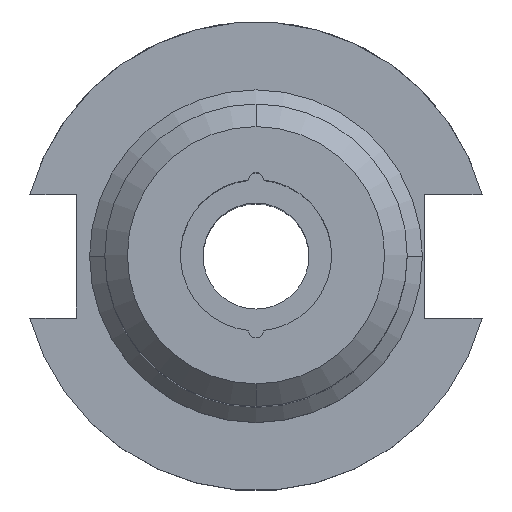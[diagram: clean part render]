
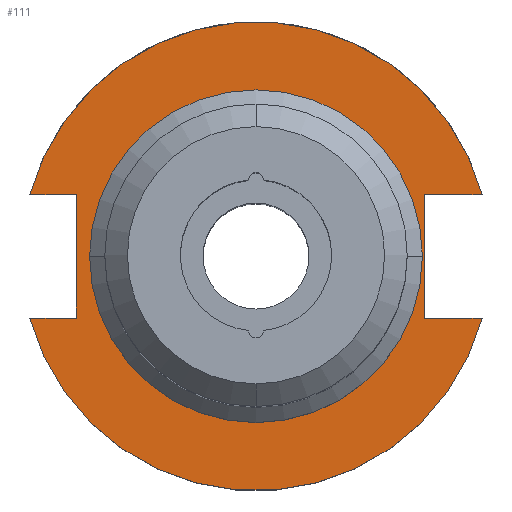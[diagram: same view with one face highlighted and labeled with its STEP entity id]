
A CAD part, top view. The second image highlights one B-rep face of the part: STEP entity #111.
In plain terms, the highlighted planar face has unit normal (0, 0, 1).
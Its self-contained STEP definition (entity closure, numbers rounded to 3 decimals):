
#10 = EDGE_CURVE ( 'NONE', #1603, #1185, #864, .T. ) ;
#52 = FACE_BOUND ( 'NONE', #865, .T. ) ;
#84 = CARTESIAN_POINT ( 'NONE',  ( 0., 0., 19.05 ) ) ;
#111 = ADVANCED_FACE ( 'NONE', ( #52, #436 ), #284, .T. ) ;
#122 = DIRECTION ( 'NONE',  ( 0., -1., 0. ) ) ;
#152 = CARTESIAN_POINT ( 'NONE',  ( 0., 12.954, 19.05 ) ) ;
#164 = ORIENTED_EDGE ( 'NONE', *, *, #1140, .T. ) ;
#205 = ORIENTED_EDGE ( 'NONE', *, *, #1923, .T. ) ;
#235 = AXIS2_PLACEMENT_3D ( 'NONE', #936, #2052, #1102 ) ;
#236 = EDGE_CURVE ( 'NONE', #904, #378, #1348, .T. ) ;
#254 = DIRECTION ( 'NONE',  ( 0., -1., 0. ) ) ;
#263 = VECTOR ( 'NONE', #322, 1000. ) ;
#267 = CIRCLE ( 'NONE', #1708, 34.925 ) ;
#284 = PLANE ( 'NONE',  #376 ) ;
#299 = DIRECTION ( 'NONE',  ( 0., 0., 1. ) ) ;
#311 = VERTEX_POINT ( 'NONE', #967 ) ;
#322 = DIRECTION ( 'NONE',  ( 1., 0., 0. ) ) ;
#324 = CIRCLE ( 'NONE', #1854, 49.213 ) ;
#376 = AXIS2_PLACEMENT_3D ( 'NONE', #1863, #1707, #1691 ) ;
#378 = VERTEX_POINT ( 'NONE', #1687 ) ;
#389 = EDGE_CURVE ( 'NONE', #311, #1603, #634, .T. ) ;
#406 = EDGE_CURVE ( 'NONE', #725, #904, #1736, .T. ) ;
#432 = CARTESIAN_POINT ( 'NONE',  ( 35.306, 0., 19.05 ) ) ;
#435 = LINE ( 'NONE', #1913, #802 ) ;
#436 = FACE_OUTER_BOUND ( 'NONE', #774, .T. ) ;
#467 = EDGE_CURVE ( 'NONE', #1185, #725, #435, .T. ) ;
#584 = CARTESIAN_POINT ( 'NONE',  ( 0., -12.954, 19.05 ) ) ;
#585 = VECTOR ( 'NONE', #1205, 1000. ) ;
#605 = ORIENTED_EDGE ( 'NONE', *, *, #1343, .T. ) ;
#623 = CARTESIAN_POINT ( 'NONE',  ( 0., 12.954, 19.05 ) ) ;
#634 = LINE ( 'NONE', #584, #585 ) ;
#662 = CARTESIAN_POINT ( 'NONE',  ( 0., -34.925, 19.05 ) ) ;
#725 = VERTEX_POINT ( 'NONE', #1298 ) ;
#774 = EDGE_LOOP ( 'NONE', ( #1340, #1057, #1905, #1859, #1497, #1388, #164, #955 ) ) ;
#802 = VECTOR ( 'NONE', #959, 1000. ) ;
#808 = VERTEX_POINT ( 'NONE', #662 ) ;
#831 = AXIS2_PLACEMENT_3D ( 'NONE', #1804, #1360, #1324 ) ;
#864 = CIRCLE ( 'NONE', #831, 49.213 ) ;
#865 = EDGE_LOOP ( 'NONE', ( #205, #605 ) ) ;
#895 = DIRECTION ( 'NONE',  ( 0., 1., 0. ) ) ;
#904 = VERTEX_POINT ( 'NONE', #1538 ) ;
#918 = VECTOR ( 'NONE', #1882, 1000. ) ;
#936 = CARTESIAN_POINT ( 'NONE',  ( 0., 0., 19.05 ) ) ;
#955 = ORIENTED_EDGE ( 'NONE', *, *, #1729, .T. ) ;
#959 = DIRECTION ( 'NONE',  ( -1., 0., 0. ) ) ;
#967 = CARTESIAN_POINT ( 'NONE',  ( -37.719, -12.954, 19.05 ) ) ;
#976 = CARTESIAN_POINT ( 'NONE',  ( -37.719, 12.954, 19.05 ) ) ;
#1057 = ORIENTED_EDGE ( 'NONE', *, *, #389, .T. ) ;
#1102 = DIRECTION ( 'NONE',  ( 0., -1., 0. ) ) ;
#1111 = CARTESIAN_POINT ( 'NONE',  ( -47.477, 12.954, 19.05 ) ) ;
#1140 = EDGE_CURVE ( 'NONE', #378, #1743, #324, .T. ) ;
#1185 = VERTEX_POINT ( 'NONE', #1586 ) ;
#1203 = DIRECTION ( 'NONE',  ( 0., 0., -1. ) ) ;
#1205 = DIRECTION ( 'NONE',  ( -1., 0., 0. ) ) ;
#1206 = CARTESIAN_POINT ( 'NONE',  ( -47.477, -12.954, 19.05 ) ) ;
#1209 = VERTEX_POINT ( 'NONE', #976 ) ;
#1243 = CARTESIAN_POINT ( 'NONE',  ( 0., 0., 19.05 ) ) ;
#1298 = CARTESIAN_POINT ( 'NONE',  ( 35.306, -12.954, 19.05 ) ) ;
#1319 = VECTOR ( 'NONE', #895, 1000. ) ;
#1324 = DIRECTION ( 'NONE',  ( 1., 0., 0. ) ) ;
#1340 = ORIENTED_EDGE ( 'NONE', *, *, #1595, .T. ) ;
#1343 = EDGE_CURVE ( 'NONE', #1382, #808, #267, .T. ) ;
#1348 = LINE ( 'NONE', #623, #918 ) ;
#1349 = CARTESIAN_POINT ( 'NONE',  ( -37.719, 0., 19.05 ) ) ;
#1360 = DIRECTION ( 'NONE',  ( 0., 0., 1. ) ) ;
#1361 = CARTESIAN_POINT ( 'NONE',  ( 0., 34.925, 19.05 ) ) ;
#1382 = VERTEX_POINT ( 'NONE', #1361 ) ;
#1388 = ORIENTED_EDGE ( 'NONE', *, *, #236, .T. ) ;
#1403 = DIRECTION ( 'NONE',  ( 1., 0., 0. ) ) ;
#1497 = ORIENTED_EDGE ( 'NONE', *, *, #406, .T. ) ;
#1538 = CARTESIAN_POINT ( 'NONE',  ( 35.306, 12.954, 19.05 ) ) ;
#1564 = VECTOR ( 'NONE', #122, 1000. ) ;
#1586 = CARTESIAN_POINT ( 'NONE',  ( 47.477, -12.954, 19.05 ) ) ;
#1595 = EDGE_CURVE ( 'NONE', #1209, #311, #1971, .T. ) ;
#1603 = VERTEX_POINT ( 'NONE', #1206 ) ;
#1687 = CARTESIAN_POINT ( 'NONE',  ( 47.477, 12.954, 19.05 ) ) ;
#1691 = DIRECTION ( 'NONE',  ( 1., 0., 0. ) ) ;
#1707 = DIRECTION ( 'NONE',  ( 0., 0., 1. ) ) ;
#1708 = AXIS2_PLACEMENT_3D ( 'NONE', #84, #1203, #254 ) ;
#1729 = EDGE_CURVE ( 'NONE', #1743, #1209, #1993, .T. ) ;
#1736 = LINE ( 'NONE', #432, #1319 ) ;
#1743 = VERTEX_POINT ( 'NONE', #1111 ) ;
#1804 = CARTESIAN_POINT ( 'NONE',  ( 0., 0., 19.05 ) ) ;
#1854 = AXIS2_PLACEMENT_3D ( 'NONE', #1243, #299, #1403 ) ;
#1859 = ORIENTED_EDGE ( 'NONE', *, *, #467, .T. ) ;
#1863 = CARTESIAN_POINT ( 'NONE',  ( -48.047, -49.803, 19.05 ) ) ;
#1882 = DIRECTION ( 'NONE',  ( 1., 0., 0. ) ) ;
#1905 = ORIENTED_EDGE ( 'NONE', *, *, #10, .T. ) ;
#1913 = CARTESIAN_POINT ( 'NONE',  ( 0., -12.954, 19.05 ) ) ;
#1923 = EDGE_CURVE ( 'NONE', #808, #1382, #2065, .T. ) ;
#1971 = LINE ( 'NONE', #1349, #1564 ) ;
#1993 = LINE ( 'NONE', #152, #263 ) ;
#2052 = DIRECTION ( 'NONE',  ( 0., 0., -1. ) ) ;
#2065 = CIRCLE ( 'NONE', #235, 34.925 ) ;
